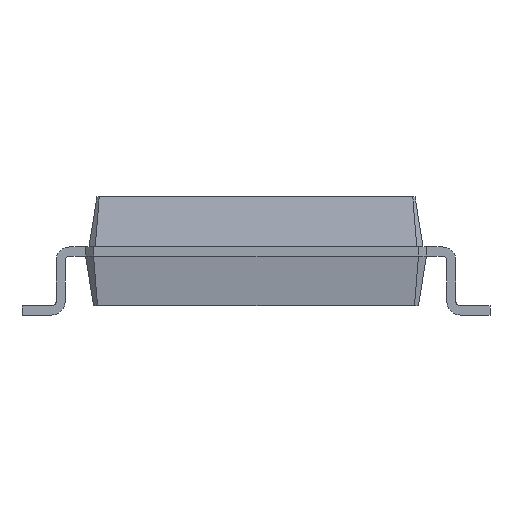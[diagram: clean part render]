
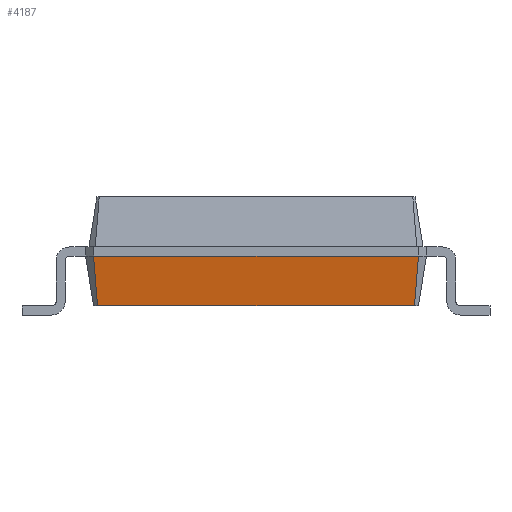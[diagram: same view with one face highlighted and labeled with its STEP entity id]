
A CAD part, left-side view. The second image highlights one B-rep face of the part: STEP entity #4187.
In plain terms, the highlighted free-form (B-spline) face has degree [1, 1] with [2, 2] control points.
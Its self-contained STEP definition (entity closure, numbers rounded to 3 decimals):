
#810 = PLANE('',#811);
#811 = AXIS2_PLACEMENT_3D('',#812,#813,#814);
#812 = CARTESIAN_POINT('',(-4.976,-3.488,0.2));
#813 = DIRECTION('',(0.,0.,-1.));
#814 = DIRECTION('',(0.819,0.574,0.));
#1299 = B_SPLINE_SURFACE_WITH_KNOTS('',1,1,(
    (#1300,#1301)
    ,(#1302,#1303
    )),.UNSPECIFIED.,.F.,.F.,.F.,(2,2),(2,2),(0.,0.247),(0.,1.)
  ,.PIECEWISE_BEZIER_KNOTS.);
#1300 = CARTESIAN_POINT('',(-4.976,3.488,0.2));
#1301 = CARTESIAN_POINT('',(-5.15,3.575,1.3));
#1302 = CARTESIAN_POINT('',(-4.888,3.576,0.2));
#1303 = CARTESIAN_POINT('',(-4.975,3.75,1.3));
#1697 = EDGE_CURVE('',#1698,#1700,#1702,.T.);
#1698 = VERTEX_POINT('',#1699);
#1699 = CARTESIAN_POINT('',(-4.976,-3.488,0.2));
#1700 = VERTEX_POINT('',#1701);
#1701 = CARTESIAN_POINT('',(-4.976,3.488,0.2));
#1702 = SURFACE_CURVE('',#1703,(#1707,#1714),.PCURVE_S1.);
#1703 = LINE('',#1704,#1705);
#1704 = CARTESIAN_POINT('',(-4.976,-3.488,0.2));
#1705 = VECTOR('',#1706,1.);
#1706 = DIRECTION('',(0.,1.,0.));
#1707 = PCURVE('',#810,#1708);
#1708 = DEFINITIONAL_REPRESENTATION('',(#1709),#1713);
#1709 = LINE('',#1710,#1711);
#1710 = CARTESIAN_POINT('',(0.,0.));
#1711 = VECTOR('',#1712,1.);
#1712 = DIRECTION('',(0.574,-0.819));
#1713 = ( GEOMETRIC_REPRESENTATION_CONTEXT(2) 
PARAMETRIC_REPRESENTATION_CONTEXT() REPRESENTATION_CONTEXT('2D SPACE',''
  ) );
#1714 = PCURVE('',#1715,#1720);
#1715 = B_SPLINE_SURFACE_WITH_KNOTS('',1,1,(
    (#1716,#1717)
    ,(#1718,#1719
    )),.UNSPECIFIED.,.F.,.F.,.F.,(2,2),(2,2),(0.,7.15),(0.,1.),
  .PIECEWISE_BEZIER_KNOTS.);
#1716 = CARTESIAN_POINT('',(-4.976,-3.488,0.2));
#1717 = CARTESIAN_POINT('',(-5.15,-3.575,1.3));
#1718 = CARTESIAN_POINT('',(-4.976,3.488,0.2));
#1719 = CARTESIAN_POINT('',(-5.15,3.575,1.3));
#1720 = DEFINITIONAL_REPRESENTATION('',(#1721),#1724);
#1721 = B_SPLINE_CURVE_WITH_KNOTS('',1,(#1722,#1723),.UNSPECIFIED.,.F.,
  .F.,(2,2),(0.,6.976),.PIECEWISE_BEZIER_KNOTS.);
#1722 = CARTESIAN_POINT('',(0.,0.));
#1723 = CARTESIAN_POINT('',(7.15,0.));
#1724 = ( GEOMETRIC_REPRESENTATION_CONTEXT(2) 
PARAMETRIC_REPRESENTATION_CONTEXT() REPRESENTATION_CONTEXT('2D SPACE',''
  ) );
#1864 = B_SPLINE_SURFACE_WITH_KNOTS('',1,1,(
    (#1865,#1866)
    ,(#1867,#1868
    )),.UNSPECIFIED.,.F.,.F.,.F.,(2,2),(2,2),(0.,0.247),(0.,1.)
  ,.PIECEWISE_BEZIER_KNOTS.);
#1865 = CARTESIAN_POINT('',(-4.888,-3.576,0.2));
#1866 = CARTESIAN_POINT('',(-4.975,-3.75,1.3));
#1867 = CARTESIAN_POINT('',(-4.976,-3.488,0.2));
#1868 = CARTESIAN_POINT('',(-5.15,-3.575,1.3));
#1881 = VERTEX_POINT('',#1882);
#1882 = CARTESIAN_POINT('',(-5.15,3.575,1.3));
#1908 = EDGE_CURVE('',#1700,#1881,#1909,.T.);
#1909 = SURFACE_CURVE('',#1910,(#1913,#1920),.PCURVE_S1.);
#1910 = B_SPLINE_CURVE_WITH_KNOTS('',1,(#1911,#1912),.UNSPECIFIED.,.F.,
  .F.,(2,2),(0.,1.),.PIECEWISE_BEZIER_KNOTS.);
#1911 = CARTESIAN_POINT('',(-4.976,3.488,0.2));
#1912 = CARTESIAN_POINT('',(-5.15,3.575,1.3));
#1913 = PCURVE('',#1299,#1914);
#1914 = DEFINITIONAL_REPRESENTATION('',(#1915),#1919);
#1915 = LINE('',#1916,#1917);
#1916 = CARTESIAN_POINT('',(0.,0.));
#1917 = VECTOR('',#1918,1.);
#1918 = DIRECTION('',(0.,1.));
#1919 = ( GEOMETRIC_REPRESENTATION_CONTEXT(2) 
PARAMETRIC_REPRESENTATION_CONTEXT() REPRESENTATION_CONTEXT('2D SPACE',''
  ) );
#1920 = PCURVE('',#1715,#1921);
#1921 = DEFINITIONAL_REPRESENTATION('',(#1922),#1926);
#1922 = LINE('',#1923,#1924);
#1923 = CARTESIAN_POINT('',(7.15,0.));
#1924 = VECTOR('',#1925,1.);
#1925 = DIRECTION('',(0.,1.));
#1926 = ( GEOMETRIC_REPRESENTATION_CONTEXT(2) 
PARAMETRIC_REPRESENTATION_CONTEXT() REPRESENTATION_CONTEXT('2D SPACE',''
  ) );
#4187 = ADVANCED_FACE('',(#4188),#1715,.F.);
#4188 = FACE_BOUND('',#4189,.F.);
#4189 = EDGE_LOOP('',(#4190,#4191,#4192,#4220));
#4190 = ORIENTED_EDGE('',*,*,#1697,.T.);
#4191 = ORIENTED_EDGE('',*,*,#1908,.T.);
#4192 = ORIENTED_EDGE('',*,*,#4193,.F.);
#4193 = EDGE_CURVE('',#4194,#1881,#4196,.T.);
#4194 = VERTEX_POINT('',#4195);
#4195 = CARTESIAN_POINT('',(-5.15,-3.575,1.3));
#4196 = SURFACE_CURVE('',#4197,(#4201,#4208),.PCURVE_S1.);
#4197 = LINE('',#4198,#4199);
#4198 = CARTESIAN_POINT('',(-5.15,-3.575,1.3));
#4199 = VECTOR('',#4200,1.);
#4200 = DIRECTION('',(0.,1.,0.));
#4201 = PCURVE('',#1715,#4202);
#4202 = DEFINITIONAL_REPRESENTATION('',(#4203),#4207);
#4203 = LINE('',#4204,#4205);
#4204 = CARTESIAN_POINT('',(0.,1.));
#4205 = VECTOR('',#4206,1.);
#4206 = DIRECTION('',(1.,0.));
#4207 = ( GEOMETRIC_REPRESENTATION_CONTEXT(2) 
PARAMETRIC_REPRESENTATION_CONTEXT() REPRESENTATION_CONTEXT('2D SPACE',''
  ) );
#4208 = PCURVE('',#4209,#4214);
#4209 = PLANE('',#4210);
#4210 = AXIS2_PLACEMENT_3D('',#4211,#4212,#4213);
#4211 = CARTESIAN_POINT('',(-5.15,-3.575,1.5));
#4212 = DIRECTION('',(1.,0.,0.));
#4213 = DIRECTION('',(0.,1.,0.));
#4214 = DEFINITIONAL_REPRESENTATION('',(#4215),#4219);
#4215 = LINE('',#4216,#4217);
#4216 = CARTESIAN_POINT('',(0.,-0.2));
#4217 = VECTOR('',#4218,1.);
#4218 = DIRECTION('',(1.,0.));
#4219 = ( GEOMETRIC_REPRESENTATION_CONTEXT(2) 
PARAMETRIC_REPRESENTATION_CONTEXT() REPRESENTATION_CONTEXT('2D SPACE',''
  ) );
#4220 = ORIENTED_EDGE('',*,*,#4221,.F.);
#4221 = EDGE_CURVE('',#1698,#4194,#4222,.T.);
#4222 = SURFACE_CURVE('',#4223,(#4226,#4233),.PCURVE_S1.);
#4223 = B_SPLINE_CURVE_WITH_KNOTS('',1,(#4224,#4225),.UNSPECIFIED.,.F.,
  .F.,(2,2),(0.,1.),.PIECEWISE_BEZIER_KNOTS.);
#4224 = CARTESIAN_POINT('',(-4.976,-3.488,0.2));
#4225 = CARTESIAN_POINT('',(-5.15,-3.575,1.3));
#4226 = PCURVE('',#1715,#4227);
#4227 = DEFINITIONAL_REPRESENTATION('',(#4228),#4232);
#4228 = LINE('',#4229,#4230);
#4229 = CARTESIAN_POINT('',(0.,0.));
#4230 = VECTOR('',#4231,1.);
#4231 = DIRECTION('',(0.,1.));
#4232 = ( GEOMETRIC_REPRESENTATION_CONTEXT(2) 
PARAMETRIC_REPRESENTATION_CONTEXT() REPRESENTATION_CONTEXT('2D SPACE',''
  ) );
#4233 = PCURVE('',#1864,#4234);
#4234 = DEFINITIONAL_REPRESENTATION('',(#4235),#4239);
#4235 = LINE('',#4236,#4237);
#4236 = CARTESIAN_POINT('',(0.247,0.));
#4237 = VECTOR('',#4238,1.);
#4238 = DIRECTION('',(0.,1.));
#4239 = ( GEOMETRIC_REPRESENTATION_CONTEXT(2) 
PARAMETRIC_REPRESENTATION_CONTEXT() REPRESENTATION_CONTEXT('2D SPACE',''
  ) );
